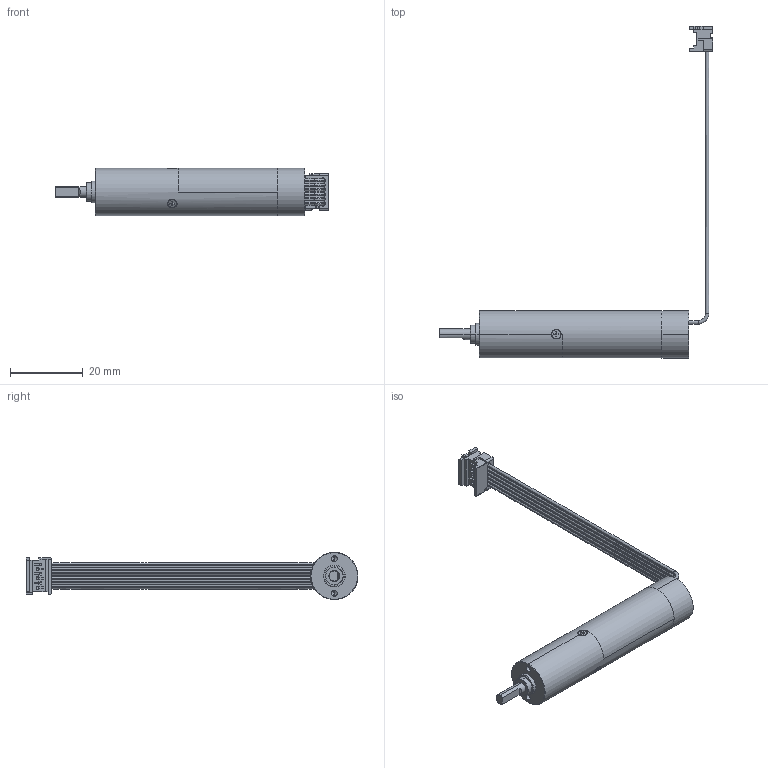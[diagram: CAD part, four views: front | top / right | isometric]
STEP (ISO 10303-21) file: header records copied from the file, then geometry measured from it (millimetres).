
FILE_DESCRIPTION((''),'2;1');
FILE_NAME('4696320000829_SW0001','2023-04-28T13:21:38',('BU5.RD'),(''),'CREO PARAMETRIC BY PTC INC, 2018100','CREO PARAMETRIC BY PTC INC, 2018100','');
FILE_SCHEMA(('CONFIG_CONTROL_DESIGN'));
Length unit declared in the file: millimetre
Products named in the file (1): 4696320000829_SW0001
Bounding box: 75.1 x 91.11 x 13.01 mm (x, y, z)
Volume: 8409.2 mm3; surface area: 4664.7 mm2
Topology: 1 solids, 1 shells, 612 faces, 1659 edges, 1071 vertices
Faces by surface type: plane 394, cylinder 123, bspline 66, cone 29
Entity records: 21425 total; most frequent: CARTESIAN_POINT 6280, ORIENTED_EDGE 3310, DIRECTION 2828, EDGE_CURVE 1655, VECTOR 1236, LINE 1236, VERTEX_POINT 1071, AXIS2_PLACEMENT_3D 796
